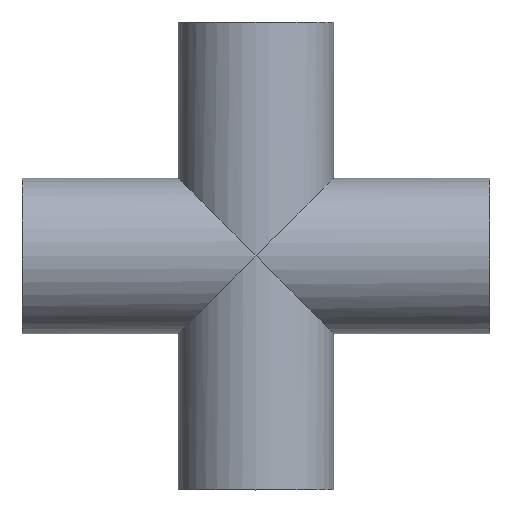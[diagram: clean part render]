
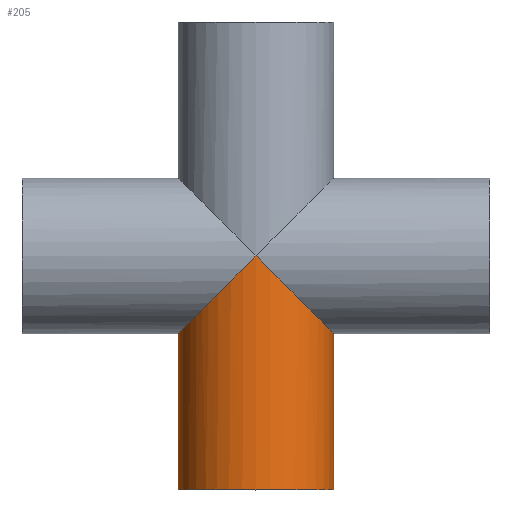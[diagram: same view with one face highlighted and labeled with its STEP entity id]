
A CAD part, top view. The second image highlights one B-rep face of the part: STEP entity #205.
In plain terms, the highlighted cylindrical face has radius 19.05 mm (diameter 38.1 mm), a full revolution.
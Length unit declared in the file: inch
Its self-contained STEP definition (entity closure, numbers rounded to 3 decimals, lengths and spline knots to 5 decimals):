
#28=FACE_OUTER_BOUND('',#40,.T.);
#40=EDGE_LOOP('',(#165,#166,#167,#168,#169,#170));
#56=CIRCLE('',#253,0.75);
#64=LINE('',#384,#72);
#72=VECTOR('',#316,0.75);
#85=ELLIPSE('',#254,1.06066,0.75);
#86=ELLIPSE('',#255,1.06066,0.75);
#87=ELLIPSE('',#256,1.06066,0.75);
#96=VERTEX_POINT('',#369);
#100=VERTEX_POINT('',#377);
#101=VERTEX_POINT('',#381);
#102=VERTEX_POINT('',#383);
#125=EDGE_CURVE('',#101,#101,#56,.T.);
#126=EDGE_CURVE('',#101,#102,#64,.T.);
#127=EDGE_CURVE('',#96,#102,#85,.T.);
#128=EDGE_CURVE('',#100,#96,#86,.T.);
#129=EDGE_CURVE('',#102,#100,#87,.T.);
#165=ORIENTED_EDGE('',*,*,#125,.F.);
#166=ORIENTED_EDGE('',*,*,#126,.T.);
#167=ORIENTED_EDGE('',*,*,#127,.F.);
#168=ORIENTED_EDGE('',*,*,#128,.F.);
#169=ORIENTED_EDGE('',*,*,#129,.F.);
#170=ORIENTED_EDGE('',*,*,#126,.F.);
#197=CYLINDRICAL_SURFACE('',#252,0.75);
#205=ADVANCED_FACE('',(#28),#197,.T.);
#252=AXIS2_PLACEMENT_3D('',#380,#312,#313);
#253=AXIS2_PLACEMENT_3D('',#382,#314,#315);
#254=AXIS2_PLACEMENT_3D('',#385,#317,#318);
#255=AXIS2_PLACEMENT_3D('',#386,#319,#320);
#256=AXIS2_PLACEMENT_3D('',#387,#321,#322);
#312=DIRECTION('center_axis',(0.,-1.,0.));
#313=DIRECTION('ref_axis',(1.,0.,0.));
#314=DIRECTION('center_axis',(0.,-1.,0.));
#315=DIRECTION('ref_axis',(1.,0.,0.));
#316=DIRECTION('',(0.,1.,0.));
#317=DIRECTION('center_axis',(-0.707,0.707,0.));
#318=DIRECTION('ref_axis',(0.707,0.707,0.));
#319=DIRECTION('center_axis',(0.707,0.707,0.));
#320=DIRECTION('ref_axis',(0.707,-0.707,0.));
#321=DIRECTION('center_axis',(-0.707,0.707,0.));
#322=DIRECTION('ref_axis',(0.707,0.707,0.));
#369=CARTESIAN_POINT('',(0.,0.,-0.75));
#377=CARTESIAN_POINT('',(0.,0.,0.75));
#380=CARTESIAN_POINT('Origin',(0.,2.25,0.));
#381=CARTESIAN_POINT('',(-0.75,-2.25,0.));
#382=CARTESIAN_POINT('Origin',(0.,-2.25,0.));
#383=CARTESIAN_POINT('',(-0.75,-0.75,0.));
#384=CARTESIAN_POINT('',(-0.75,2.25,0.));
#385=CARTESIAN_POINT('Origin',(0.,0.,0.));
#386=CARTESIAN_POINT('Origin',(0.,0.,0.));
#387=CARTESIAN_POINT('Origin',(0.,0.,0.));
